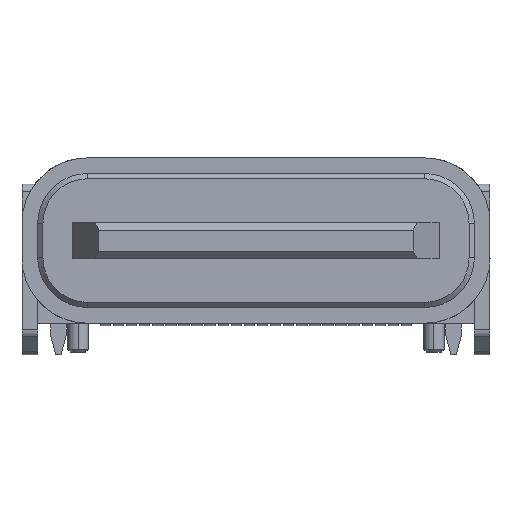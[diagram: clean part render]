
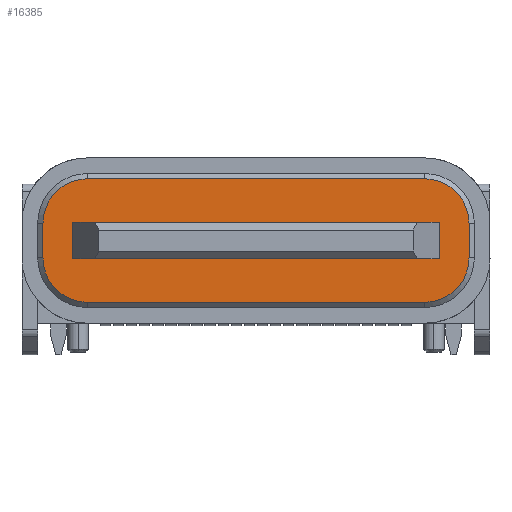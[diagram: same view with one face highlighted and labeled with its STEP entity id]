
A CAD part, front view. The second image highlights one B-rep face of the part: STEP entity #16385.
In plain terms, the highlighted planar face has unit normal (0, -1, 0).
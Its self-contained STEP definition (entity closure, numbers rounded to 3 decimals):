
#191 = PLANE ( 'NONE',  #8828 ) ;
#193 = CARTESIAN_POINT ( 'NONE',  ( -3.5, 0.65, -0.35 ) ) ;
#303 = ORIENTED_EDGE ( 'NONE', *, *, #2592, .T. ) ;
#545 = DIRECTION ( 'NONE',  ( 0., -1., 0. ) ) ;
#699 = CARTESIAN_POINT ( 'NONE',  ( 3.22, 0.65, 0.33 ) ) ;
#902 = CARTESIAN_POINT ( 'NONE',  ( -3.22, 0.65, -0.33 ) ) ;
#1174 = DIRECTION ( 'NONE',  ( 0., -1., 0. ) ) ;
#1380 = CARTESIAN_POINT ( 'NONE',  ( -3.22, 0.65, 1.18 ) ) ;
#2036 = FACE_OUTER_BOUND ( 'NONE', #19555, .T. ) ;
#2168 = VERTEX_POINT ( 'NONE', #6757 ) ;
#2592 = EDGE_CURVE ( 'NONE', #14293, #3921, #17432, .T. ) ;
#2759 = CARTESIAN_POINT ( 'NONE',  ( -3.5, 0.65, 0.35 ) ) ;
#2962 = DIRECTION ( 'NONE',  ( 1., 0., 0. ) ) ;
#3064 = VERTEX_POINT ( 'NONE', #3255 ) ;
#3171 = VERTEX_POINT ( 'NONE', #16933 ) ;
#3255 = CARTESIAN_POINT ( 'NONE',  ( -4.07, 0.65, -0.33 ) ) ;
#3672 = EDGE_LOOP ( 'NONE', ( #17097, #9451, #5859, #13760 ) ) ;
#3921 = VERTEX_POINT ( 'NONE', #6958 ) ;
#3955 = LINE ( 'NONE', #2759, #13991 ) ;
#4043 = VECTOR ( 'NONE', #14075, 1000. ) ;
#4108 = EDGE_CURVE ( 'NONE', #3921, #24627, #12738, .T. ) ;
#4352 = CARTESIAN_POINT ( 'NONE',  ( 4.07, 0.65, -0.33 ) ) ;
#5193 = VERTEX_POINT ( 'NONE', #6300 ) ;
#5337 = DIRECTION ( 'NONE',  ( 1., 0., 0. ) ) ;
#5859 = ORIENTED_EDGE ( 'NONE', *, *, #21127, .F. ) ;
#6160 = VERTEX_POINT ( 'NONE', #15626 ) ;
#6300 = CARTESIAN_POINT ( 'NONE',  ( -3.22, 0.65, -1.18 ) ) ;
#6757 = CARTESIAN_POINT ( 'NONE',  ( 3.5, 0.65, 0.35 ) ) ;
#6958 = CARTESIAN_POINT ( 'NONE',  ( 4.07, 0.65, 0.33 ) ) ;
#7038 = CIRCLE ( 'NONE', #9019, 0.85 ) ;
#7086 = VERTEX_POINT ( 'NONE', #24649 ) ;
#7405 = FACE_BOUND ( 'NONE', #3672, .T. ) ;
#7443 = AXIS2_PLACEMENT_3D ( 'NONE', #24180, #23721, #24266 ) ;
#7463 = DIRECTION ( 'NONE',  ( -1., 0., 0. ) ) ;
#7719 = LINE ( 'NONE', #23651, #22871 ) ;
#8100 = CARTESIAN_POINT ( 'NONE',  ( 3.5, 0.65, -0.35 ) ) ;
#8532 = LINE ( 'NONE', #22161, #19081 ) ;
#8828 = AXIS2_PLACEMENT_3D ( 'NONE', #22100, #10311, #24076 ) ;
#8918 = LINE ( 'NONE', #10643, #14264 ) ;
#9019 = AXIS2_PLACEMENT_3D ( 'NONE', #13257, #1174, #15219 ) ;
#9100 = ORIENTED_EDGE ( 'NONE', *, *, #17203, .T. ) ;
#9108 = EDGE_CURVE ( 'NONE', #24749, #14293, #25204, .T. ) ;
#9451 = ORIENTED_EDGE ( 'NONE', *, *, #24812, .F. ) ;
#9617 = ORIENTED_EDGE ( 'NONE', *, *, #16273, .T. ) ;
#9784 = CARTESIAN_POINT ( 'NONE',  ( 3.5, 0.65, -0.35 ) ) ;
#10311 = DIRECTION ( 'NONE',  ( 0., -1., 0. ) ) ;
#10376 = DIRECTION ( 'NONE',  ( 0., 0., -1. ) ) ;
#10643 = CARTESIAN_POINT ( 'NONE',  ( -4.07, 0.65, -0.33 ) ) ;
#11071 = EDGE_CURVE ( 'NONE', #16212, #2168, #20370, .T. ) ;
#11309 = CIRCLE ( 'NONE', #24141, 0.85 ) ;
#12093 = ORIENTED_EDGE ( 'NONE', *, *, #9108, .T. ) ;
#12482 = VERTEX_POINT ( 'NONE', #23877 ) ;
#12593 = VECTOR ( 'NONE', #16214, 1000. ) ;
#12738 = CIRCLE ( 'NONE', #14003, 0.85 ) ;
#13233 = VECTOR ( 'NONE', #14164, 1000. ) ;
#13257 = CARTESIAN_POINT ( 'NONE',  ( -3.22, 0.65, 0.33 ) ) ;
#13760 = ORIENTED_EDGE ( 'NONE', *, *, #23359, .F. ) ;
#13991 = VECTOR ( 'NONE', #14911, 1000. ) ;
#14003 = AXIS2_PLACEMENT_3D ( 'NONE', #699, #545, #5337 ) ;
#14075 = DIRECTION ( 'NONE',  ( 0., 0., 1. ) ) ;
#14164 = DIRECTION ( 'NONE',  ( 0., 0., 1. ) ) ;
#14264 = VECTOR ( 'NONE', #22419, 1000. ) ;
#14293 = VERTEX_POINT ( 'NONE', #4352 ) ;
#14911 = DIRECTION ( 'NONE',  ( -1., 0., 0. ) ) ;
#14953 = DIRECTION ( 'NONE',  ( 0., -1., 0. ) ) ;
#15219 = DIRECTION ( 'NONE',  ( 1., 0., 0. ) ) ;
#15626 = CARTESIAN_POINT ( 'NONE',  ( -3.22, 0.65, 1.18 ) ) ;
#16135 = CARTESIAN_POINT ( 'NONE',  ( 3.22, 0.65, -1.18 ) ) ;
#16212 = VERTEX_POINT ( 'NONE', #9784 ) ;
#16214 = DIRECTION ( 'NONE',  ( 1., 0., 0. ) ) ;
#16273 = EDGE_CURVE ( 'NONE', #5193, #24749, #7719, .T. ) ;
#16385 = ADVANCED_FACE ( 'NONE', ( #2036, #7405 ), #191, .T. ) ;
#16801 = ORIENTED_EDGE ( 'NONE', *, *, #21733, .T. ) ;
#16933 = CARTESIAN_POINT ( 'NONE',  ( -3.5, 0.65, -0.35 ) ) ;
#17097 = ORIENTED_EDGE ( 'NONE', *, *, #11071, .F. ) ;
#17203 = EDGE_CURVE ( 'NONE', #6160, #7086, #7038, .T. ) ;
#17432 = LINE ( 'NONE', #18248, #13233 ) ;
#17948 = ORIENTED_EDGE ( 'NONE', *, *, #20893, .T. ) ;
#18248 = CARTESIAN_POINT ( 'NONE',  ( 4.07, 0.65, 0.33 ) ) ;
#18446 = LINE ( 'NONE', #1380, #23012 ) ;
#19081 = VECTOR ( 'NONE', #10376, 1000. ) ;
#19555 = EDGE_LOOP ( 'NONE', ( #9617, #12093, #303, #21397, #17948, #9100, #22110, #16801 ) ) ;
#20370 = LINE ( 'NONE', #8100, #4043 ) ;
#20893 = EDGE_CURVE ( 'NONE', #24627, #6160, #18446, .T. ) ;
#21127 = EDGE_CURVE ( 'NONE', #12482, #3171, #8532, .T. ) ;
#21397 = ORIENTED_EDGE ( 'NONE', *, *, #4108, .T. ) ;
#21667 = DIRECTION ( 'NONE',  ( 1., 0., 0. ) ) ;
#21733 = EDGE_CURVE ( 'NONE', #3064, #5193, #11309, .T. ) ;
#22100 = CARTESIAN_POINT ( 'NONE',  ( 3.22, 0.65, 0.33 ) ) ;
#22110 = ORIENTED_EDGE ( 'NONE', *, *, #23799, .T. ) ;
#22161 = CARTESIAN_POINT ( 'NONE',  ( -3.5, 0.65, -0.35 ) ) ;
#22419 = DIRECTION ( 'NONE',  ( 0., 0., -1. ) ) ;
#22871 = VECTOR ( 'NONE', #21667, 1000. ) ;
#22969 = LINE ( 'NONE', #193, #12593 ) ;
#23012 = VECTOR ( 'NONE', #7463, 1000. ) ;
#23359 = EDGE_CURVE ( 'NONE', #2168, #12482, #3955, .T. ) ;
#23651 = CARTESIAN_POINT ( 'NONE',  ( 3.22, 0.65, -1.18 ) ) ;
#23721 = DIRECTION ( 'NONE',  ( 0., -1., 0. ) ) ;
#23799 = EDGE_CURVE ( 'NONE', #7086, #3064, #8918, .T. ) ;
#23877 = CARTESIAN_POINT ( 'NONE',  ( -3.5, 0.65, 0.35 ) ) ;
#24076 = DIRECTION ( 'NONE',  ( 1., 0., 0. ) ) ;
#24141 = AXIS2_PLACEMENT_3D ( 'NONE', #902, #14953, #2962 ) ;
#24180 = CARTESIAN_POINT ( 'NONE',  ( 3.22, 0.65, -0.33 ) ) ;
#24266 = DIRECTION ( 'NONE',  ( 1., 0., 0. ) ) ;
#24627 = VERTEX_POINT ( 'NONE', #25281 ) ;
#24649 = CARTESIAN_POINT ( 'NONE',  ( -4.07, 0.65, 0.33 ) ) ;
#24749 = VERTEX_POINT ( 'NONE', #16135 ) ;
#24812 = EDGE_CURVE ( 'NONE', #3171, #16212, #22969, .T. ) ;
#25204 = CIRCLE ( 'NONE', #7443, 0.85 ) ;
#25281 = CARTESIAN_POINT ( 'NONE',  ( 3.22, 0.65, 1.18 ) ) ;
